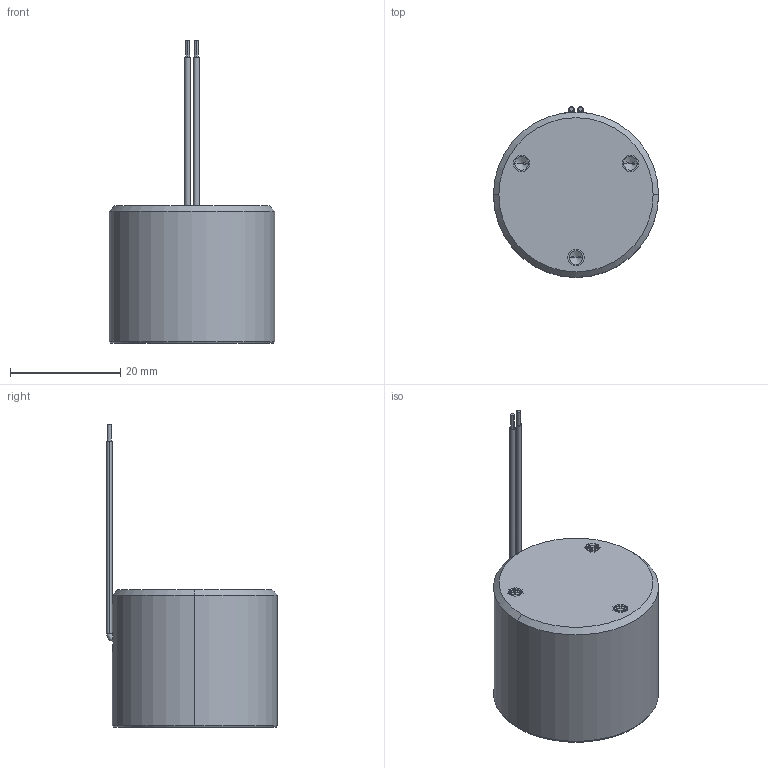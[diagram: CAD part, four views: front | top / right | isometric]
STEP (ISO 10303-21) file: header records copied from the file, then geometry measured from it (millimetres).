
FILE_DESCRIPTION (( 'STEP AP203' ), '1' );
FILE_NAME ('ET3025.STEP', '2019-07-11T06:14:34', ( 'user' ), ( '' ), 'SwSTEP 2.0', 'SolidWorks 2011', '' );
FILE_SCHEMA (( 'CONFIG_CONTROL_DESIGN' ));
Length unit declared in the file: millimetre
Products named in the file (4): ET3025; ET3025灌膠; ET3025標準品線圈出線; BD08204R
Assembly tree (3 placements, depth 2):
  ET3025
    ET3025標準品線圈出線
    ET3025灌膠
    BD08204R
Bounding box: 30 x 31 x 55 mm (x, y, z)
Volume: 19384 mm3; surface area: 12044.6 mm2
Topology: 3 solids, 3 shells, 249 faces, 590 edges, 351 vertices
Faces by surface type: cone 132, cylinder 93, plane 18, torus 6
Entity records: 7714 total; most frequent: DIRECTION 1422, CARTESIAN_POINT 1340, ORIENTED_EDGE 1168, AXIS2_PLACEMENT_3D 591, EDGE_CURVE 584, VERTEX_POINT 351, CIRCLE 336, EDGE_LOOP 265
